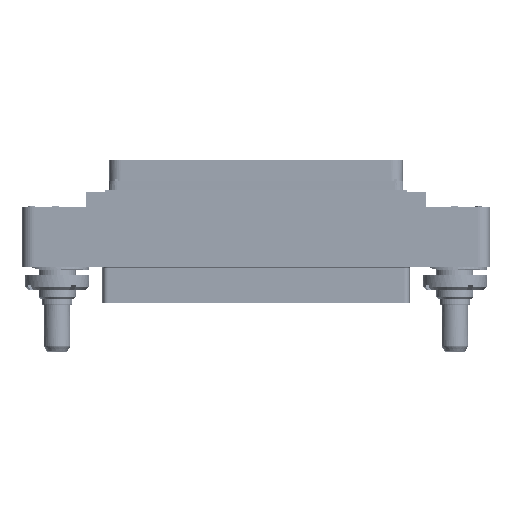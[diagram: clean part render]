
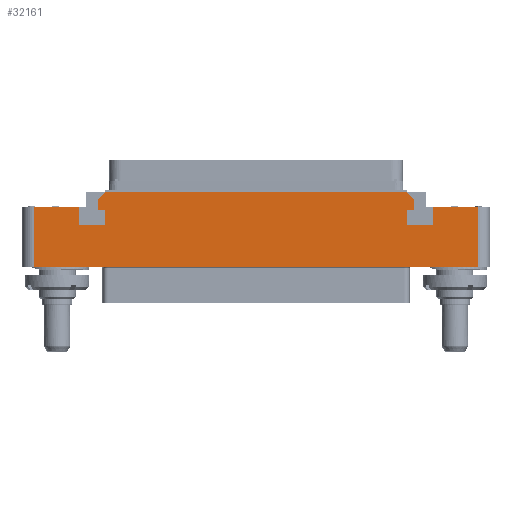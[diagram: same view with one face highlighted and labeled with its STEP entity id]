
A CAD part, top view. The second image highlights one B-rep face of the part: STEP entity #32161.
In plain terms, the highlighted planar face has unit normal (0, 0, 1).
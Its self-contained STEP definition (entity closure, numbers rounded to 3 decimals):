
#5841=DIRECTION('',(0.,-1.,0.));
#5842=VECTOR('',#5841,10.25);
#5843=CARTESIAN_POINT('',(-38.,10.25,7.));
#5844=LINE('',#5843,#5842);
#5859=DIRECTION('',(-1.,0.,0.));
#5860=VECTOR('',#5859,76.);
#5861=CARTESIAN_POINT('',(38.,0.,7.));
#5862=LINE('',#5861,#5860);
#5863=DIRECTION('',(1.,0.,0.));
#5864=VECTOR('',#5863,7.8);
#5865=CARTESIAN_POINT('',(-38.,10.25,7.));
#5866=LINE('',#5865,#5864);
#5867=DIRECTION('',(0.,-1.,0.));
#5868=VECTOR('',#5867,3.2);
#5869=CARTESIAN_POINT('',(-30.2,10.25,7.));
#5870=LINE('',#5869,#5868);
#5871=DIRECTION('',(1.,0.,0.));
#5872=VECTOR('',#5871,4.4);
#5873=CARTESIAN_POINT('',(-30.2,7.05,7.));
#5874=LINE('',#5873,#5872);
#5875=DIRECTION('',(0.,1.,0.));
#5876=VECTOR('',#5875,2.6);
#5877=CARTESIAN_POINT('',(-25.8,7.05,7.));
#5878=LINE('',#5877,#5876);
#5879=DIRECTION('',(-1.,0.,0.));
#5880=VECTOR('',#5879,1.2);
#5881=CARTESIAN_POINT('',(-25.8,9.65,7.));
#5882=LINE('',#5881,#5880);
#5883=DIRECTION('',(0.,-1.,0.));
#5884=VECTOR('',#5883,1.9);
#5885=CARTESIAN_POINT('',(-27.,11.55,7.));
#5886=LINE('',#5885,#5884);
#5887=DIRECTION('',(1.,0.,0.));
#5888=VECTOR('',#5887,51.6);
#5889=CARTESIAN_POINT('',(-25.8,12.75,7.));
#5890=LINE('',#5889,#5888);
#5891=DIRECTION('',(0.,-1.,0.));
#5892=VECTOR('',#5891,1.9);
#5893=CARTESIAN_POINT('',(27.,11.55,7.));
#5894=LINE('',#5893,#5892);
#5895=DIRECTION('',(-1.,0.,0.));
#5896=VECTOR('',#5895,1.2);
#5897=CARTESIAN_POINT('',(27.,9.65,7.));
#5898=LINE('',#5897,#5896);
#5899=DIRECTION('',(0.,-1.,0.));
#5900=VECTOR('',#5899,2.6);
#5901=CARTESIAN_POINT('',(25.8,9.65,7.));
#5902=LINE('',#5901,#5900);
#5903=DIRECTION('',(1.,0.,0.));
#5904=VECTOR('',#5903,4.4);
#5905=CARTESIAN_POINT('',(25.8,7.05,7.));
#5906=LINE('',#5905,#5904);
#5907=DIRECTION('',(0.,1.,0.));
#5908=VECTOR('',#5907,3.2);
#5909=CARTESIAN_POINT('',(30.2,7.05,7.));
#5910=LINE('',#5909,#5908);
#5911=DIRECTION('',(1.,0.,0.));
#5912=VECTOR('',#5911,7.8);
#5913=CARTESIAN_POINT('',(30.2,10.25,7.));
#5914=LINE('',#5913,#5912);
#5915=DIRECTION('',(0.,1.,0.));
#5916=VECTOR('',#5915,10.25);
#5917=CARTESIAN_POINT('',(38.,0.,7.));
#5918=LINE('',#5917,#5916);
#6531=DIRECTION('',(0.707,-0.707,0.));
#6532=VECTOR('',#6531,1.697);
#6533=CARTESIAN_POINT('',(25.8,12.75,7.));
#6534=LINE('',#6533,#6532);
#6689=DIRECTION('',(-0.707,-0.707,0.));
#6690=VECTOR('',#6689,1.697);
#6691=CARTESIAN_POINT('',(-25.8,12.75,7.));
#6692=LINE('',#6691,#6690);
#23180=CARTESIAN_POINT('',(-30.2,10.25,7.));
#23181=CARTESIAN_POINT('',(-30.2,7.05,7.));
#23182=VERTEX_POINT('',#23180);
#23183=VERTEX_POINT('',#23181);
#23184=CARTESIAN_POINT('',(-25.8,7.05,7.));
#23185=VERTEX_POINT('',#23184);
#23186=CARTESIAN_POINT('',(-25.8,9.65,7.));
#23187=VERTEX_POINT('',#23186);
#23188=CARTESIAN_POINT('',(-27.,9.65,7.));
#23189=VERTEX_POINT('',#23188);
#23190=CARTESIAN_POINT('',(27.,9.65,7.));
#23191=CARTESIAN_POINT('',(25.8,9.65,7.));
#23192=VERTEX_POINT('',#23190);
#23193=VERTEX_POINT('',#23191);
#23194=CARTESIAN_POINT('',(25.8,7.05,7.));
#23195=VERTEX_POINT('',#23194);
#23196=CARTESIAN_POINT('',(30.2,7.05,7.));
#23197=VERTEX_POINT('',#23196);
#23198=CARTESIAN_POINT('',(30.2,10.25,7.));
#23199=VERTEX_POINT('',#23198);
#23204=CARTESIAN_POINT('',(-27.,11.55,7.));
#23206=VERTEX_POINT('',#23204);
#23208=CARTESIAN_POINT('',(-25.8,12.75,7.));
#23209=VERTEX_POINT('',#23208);
#23210=CARTESIAN_POINT('',(27.,11.55,7.));
#23212=VERTEX_POINT('',#23210);
#23214=CARTESIAN_POINT('',(25.8,12.75,7.));
#23215=VERTEX_POINT('',#23214);
#23300=CARTESIAN_POINT('',(38.,0.,7.));
#23301=CARTESIAN_POINT('',(38.,10.25,7.));
#23302=VERTEX_POINT('',#23300);
#23303=VERTEX_POINT('',#23301);
#23308=CARTESIAN_POINT('',(-38.,10.25,7.));
#23309=CARTESIAN_POINT('',(-38.,0.,7.));
#23310=VERTEX_POINT('',#23308);
#23311=VERTEX_POINT('',#23309);
#32121=CARTESIAN_POINT('',(0.,0.,7.));
#32122=DIRECTION('',(0.,0.,-1.));
#32123=DIRECTION('',(-1.,0.,0.));
#32124=AXIS2_PLACEMENT_3D('',#32121,#32122,#32123);
#32125=PLANE('',#32124);
#32127=ORIENTED_EDGE('',*,*,#32126,.F.);
#32128=ORIENTED_EDGE('',*,*,#29778,.T.);
#32129=ORIENTED_EDGE('',*,*,#32113,.F.);
#32130=ORIENTED_EDGE('',*,*,#31835,.T.);
#32132=ORIENTED_EDGE('',*,*,#32131,.T.);
#32134=ORIENTED_EDGE('',*,*,#32133,.T.);
#32136=ORIENTED_EDGE('',*,*,#32135,.T.);
#32138=ORIENTED_EDGE('',*,*,#32137,.T.);
#32140=ORIENTED_EDGE('',*,*,#32139,.F.);
#32142=ORIENTED_EDGE('',*,*,#32141,.F.);
#32144=ORIENTED_EDGE('',*,*,#32143,.T.);
#32146=ORIENTED_EDGE('',*,*,#32145,.T.);
#32148=ORIENTED_EDGE('',*,*,#32147,.T.);
#32150=ORIENTED_EDGE('',*,*,#32149,.T.);
#32152=ORIENTED_EDGE('',*,*,#32151,.T.);
#32154=ORIENTED_EDGE('',*,*,#32153,.T.);
#32156=ORIENTED_EDGE('',*,*,#32155,.T.);
#32158=ORIENTED_EDGE('',*,*,#32157,.T.);
#32159=EDGE_LOOP('',(#32127,#32128,#32129,#32130,#32132,#32134,#32136,#32138,
#32140,#32142,#32144,#32146,#32148,#32150,#32152,#32154,#32156,#32158));
#32160=FACE_OUTER_BOUND('',#32159,.F.);
#32161=ADVANCED_FACE('',(#32160),#32125,.F.);
#29778=EDGE_CURVE('',#23302,#23311,#5862,.T.);
#31835=EDGE_CURVE('',#23310,#23182,#5866,.T.);
#32113=EDGE_CURVE('',#23310,#23311,#5844,.T.);
#32126=EDGE_CURVE('',#23302,#23303,#5918,.T.);
#32131=EDGE_CURVE('',#23182,#23183,#5870,.T.);
#32133=EDGE_CURVE('',#23183,#23185,#5874,.T.);
#32135=EDGE_CURVE('',#23185,#23187,#5878,.T.);
#32137=EDGE_CURVE('',#23187,#23189,#5882,.T.);
#32139=EDGE_CURVE('',#23206,#23189,#5886,.T.);
#32141=EDGE_CURVE('',#23209,#23206,#6692,.T.);
#32143=EDGE_CURVE('',#23209,#23215,#5890,.T.);
#32145=EDGE_CURVE('',#23215,#23212,#6534,.T.);
#32147=EDGE_CURVE('',#23212,#23192,#5894,.T.);
#32149=EDGE_CURVE('',#23192,#23193,#5898,.T.);
#32151=EDGE_CURVE('',#23193,#23195,#5902,.T.);
#32153=EDGE_CURVE('',#23195,#23197,#5906,.T.);
#32155=EDGE_CURVE('',#23197,#23199,#5910,.T.);
#32157=EDGE_CURVE('',#23199,#23303,#5914,.T.);
